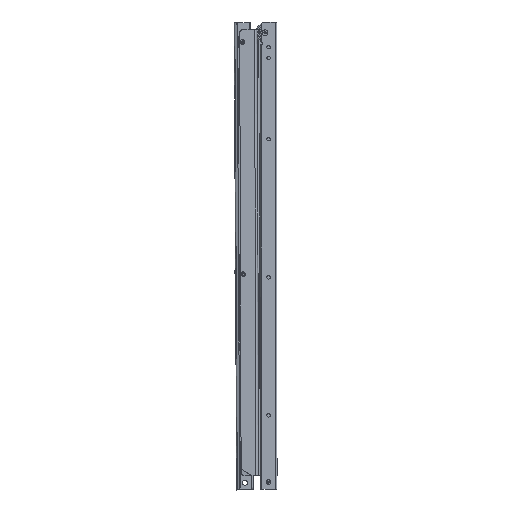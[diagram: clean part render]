
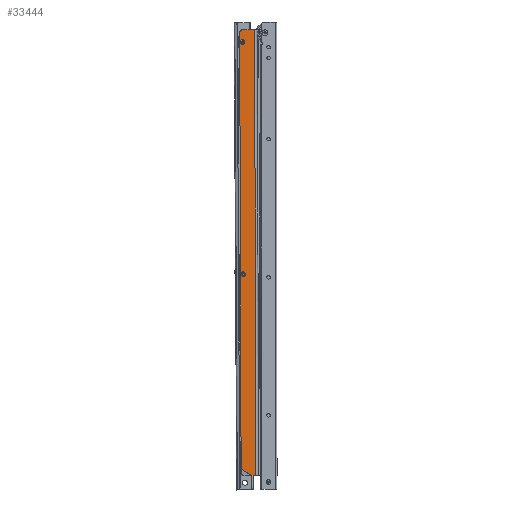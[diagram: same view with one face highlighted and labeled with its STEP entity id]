
A CAD part, left-side view. The second image highlights one B-rep face of the part: STEP entity #33444.
In plain terms, the highlighted planar face has unit normal (-1, 0, 0).
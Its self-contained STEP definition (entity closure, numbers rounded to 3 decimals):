
#138 = ORIENTED_EDGE ( 'NONE', *, *, #12183, .T. ) ;
#270 = VERTEX_POINT ( 'NONE', #16729 ) ;
#664 = CIRCLE ( 'NONE', #20701, 3.2 ) ;
#850 = EDGE_CURVE ( 'NONE', #270, #49410, #47225, .T. ) ;
#1829 = ORIENTED_EDGE ( 'NONE', *, *, #850, .T. ) ;
#2399 = DIRECTION ( 'NONE',  ( 1., 0., 0. ) ) ;
#3967 = CARTESIAN_POINT ( 'NONE',  ( -7.5, 17.9, 0. ) ) ;
#4553 = LINE ( 'NONE', #33769, #7665 ) ;
#5145 = DIRECTION ( 'NONE',  ( 0., -1., 0. ) ) ;
#5376 = CARTESIAN_POINT ( 'NONE',  ( -7.5, 18.1, -343.2 ) ) ;
#5473 = EDGE_CURVE ( 'NONE', #51499, #25088, #664, .T. ) ;
#6045 = ORIENTED_EDGE ( 'NONE', *, *, #40294, .T. ) ;
#6560 = CARTESIAN_POINT ( 'NONE',  ( -7.5, 21.9, -620. ) ) ;
#6840 = EDGE_CURVE ( 'NONE', #22324, #20358, #22561, .T. ) ;
#7079 = DIRECTION ( 'NONE',  ( -1., 0., 0. ) ) ;
#7513 = EDGE_CURVE ( 'NONE', #41648, #20358, #4553, .T. ) ;
#7665 = VECTOR ( 'NONE', #11651, 1000. ) ;
#9004 = CARTESIAN_POINT ( 'NONE',  ( -7.5, 18.1, -17. ) ) ;
#9131 = ORIENTED_EDGE ( 'NONE', *, *, #40505, .F. ) ;
#9492 = VECTOR ( 'NONE', #40022, 1000. ) ;
#11319 = LINE ( 'NONE', #15163, #11723 ) ;
#11651 = DIRECTION ( 'NONE',  ( 0., -1., 0. ) ) ;
#11723 = VECTOR ( 'NONE', #48469, 1000. ) ;
#12183 = EDGE_CURVE ( 'NONE', #25088, #51499, #28046, .T. ) ;
#13021 = DIRECTION ( 'NONE',  ( -1., 0., 0. ) ) ;
#13179 = CARTESIAN_POINT ( 'NONE',  ( -7.5, 1.225, 0. ) ) ;
#14076 = AXIS2_PLACEMENT_3D ( 'NONE', #43696, #21978, #29923 ) ;
#14476 = FACE_BOUND ( 'NONE', #24467, .T. ) ;
#15010 = CARTESIAN_POINT ( 'NONE',  ( -7.5, 6.783, -620. ) ) ;
#15163 = CARTESIAN_POINT ( 'NONE',  ( -7.5, 21.9, -620. ) ) ;
#16037 = CARTESIAN_POINT ( 'NONE',  ( -7.5, 1.225, -620. ) ) ;
#16729 = CARTESIAN_POINT ( 'NONE',  ( -7.5, 18.1, -20.2 ) ) ;
#17413 = EDGE_CURVE ( 'NONE', #21487, #22324, #36179, .T. ) ;
#18154 = CARTESIAN_POINT ( 'NONE',  ( -7.5, 18.121, -613.454 ) ) ;
#18442 = CARTESIAN_POINT ( 'NONE',  ( -7.5, 1.225, -620. ) ) ;
#20358 = VERTEX_POINT ( 'NONE', #13179 ) ;
#20665 = EDGE_CURVE ( 'NONE', #49410, #270, #32917, .T. ) ;
#20701 = AXIS2_PLACEMENT_3D ( 'NONE', #35694, #2399, #27255 ) ;
#21093 = AXIS2_PLACEMENT_3D ( 'NONE', #37655, #51008, #5145 ) ;
#21238 = CARTESIAN_POINT ( 'NONE',  ( -7.5, 21.9, -611.272 ) ) ;
#21487 = VERTEX_POINT ( 'NONE', #15010 ) ;
#21511 = CARTESIAN_POINT ( 'NONE',  ( -7.5, 21.9, -4. ) ) ;
#21870 = DIRECTION ( 'NONE',  ( 0., -1., 0. ) ) ;
#21978 = DIRECTION ( 'NONE',  ( 1., 0., 0. ) ) ;
#22324 = VERTEX_POINT ( 'NONE', #16037 ) ;
#22561 = LINE ( 'NONE', #18442, #9492 ) ;
#23087 = DIRECTION ( 'NONE',  ( 0., -1., 0. ) ) ;
#23221 = DIRECTION ( 'NONE',  ( 0., -1., 0. ) ) ;
#23596 = CARTESIAN_POINT ( 'NONE',  ( -7.5, 18.1, -336.8 ) ) ;
#23678 = VERTEX_POINT ( 'NONE', #21238 ) ;
#24205 = AXIS2_PLACEMENT_3D ( 'NONE', #9004, #25436, #21870 ) ;
#24384 = ORIENTED_EDGE ( 'NONE', *, *, #17413, .T. ) ;
#24467 = EDGE_LOOP ( 'NONE', ( #138, #26431 ) ) ;
#24649 = VECTOR ( 'NONE', #23087, 1000. ) ;
#24765 = AXIS2_PLACEMENT_3D ( 'NONE', #33784, #13021, #29988 ) ;
#24818 = AXIS2_PLACEMENT_3D ( 'NONE', #6560, #7079, #23221 ) ;
#25088 = VERTEX_POINT ( 'NONE', #23596 ) ;
#25221 = ORIENTED_EDGE ( 'NONE', *, *, #6840, .T. ) ;
#25406 = ORIENTED_EDGE ( 'NONE', *, *, #7513, .F. ) ;
#25436 = DIRECTION ( 'NONE',  ( 1., 0., 0. ) ) ;
#26431 = ORIENTED_EDGE ( 'NONE', *, *, #5473, .T. ) ;
#27255 = DIRECTION ( 'NONE',  ( 0., -1., 0. ) ) ;
#27398 = CIRCLE ( 'NONE', #24765, 4. ) ;
#27669 = VERTEX_POINT ( 'NONE', #21511 ) ;
#28046 = CIRCLE ( 'NONE', #14076, 3.2 ) ;
#28757 = EDGE_CURVE ( 'NONE', #21487, #23678, #47887, .T. ) ;
#29923 = DIRECTION ( 'NONE',  ( 0., -1., 0. ) ) ;
#29988 = DIRECTION ( 'NONE',  ( 0., -1., 0. ) ) ;
#31162 = FACE_BOUND ( 'NONE', #50301, .T. ) ;
#32503 = ORIENTED_EDGE ( 'NONE', *, *, #28757, .F. ) ;
#32917 = CIRCLE ( 'NONE', #24205, 3.2 ) ;
#33444 = ADVANCED_FACE ( 'NONE', ( #14476, #31162, #44450 ), #43938, .T. ) ;
#33769 = CARTESIAN_POINT ( 'NONE',  ( -7.5, 21.9, 0. ) ) ;
#33784 = CARTESIAN_POINT ( 'NONE',  ( -7.5, 17.9, -4. ) ) ;
#35343 = DIRECTION ( 'NONE',  ( 0., 0.866, 0.5 ) ) ;
#35694 = CARTESIAN_POINT ( 'NONE',  ( -7.5, 18.1, -340. ) ) ;
#36179 = LINE ( 'NONE', #48165, #24649 ) ;
#37655 = CARTESIAN_POINT ( 'NONE',  ( -7.5, 18.1, -17. ) ) ;
#40022 = DIRECTION ( 'NONE',  ( 0., 0., 1. ) ) ;
#40294 = EDGE_CURVE ( 'NONE', #41648, #27669, #27398, .T. ) ;
#40505 = EDGE_CURVE ( 'NONE', #23678, #27669, #11319, .T. ) ;
#41648 = VERTEX_POINT ( 'NONE', #3967 ) ;
#43024 = CARTESIAN_POINT ( 'NONE',  ( -7.5, 18.1, -13.8 ) ) ;
#43696 = CARTESIAN_POINT ( 'NONE',  ( -7.5, 18.1, -340. ) ) ;
#43938 = PLANE ( 'NONE',  #24818 ) ;
#44450 = FACE_OUTER_BOUND ( 'NONE', #50225, .T. ) ;
#47225 = CIRCLE ( 'NONE', #21093, 3.2 ) ;
#47887 = LINE ( 'NONE', #18154, #50203 ) ;
#48165 = CARTESIAN_POINT ( 'NONE',  ( -7.5, 21.9, -620. ) ) ;
#48469 = DIRECTION ( 'NONE',  ( 0., 0., 1. ) ) ;
#49410 = VERTEX_POINT ( 'NONE', #43024 ) ;
#50203 = VECTOR ( 'NONE', #35343, 1000. ) ;
#50225 = EDGE_LOOP ( 'NONE', ( #32503, #24384, #25221, #25406, #6045, #9131 ) ) ;
#50301 = EDGE_LOOP ( 'NONE', ( #50845, #1829 ) ) ;
#50845 = ORIENTED_EDGE ( 'NONE', *, *, #20665, .T. ) ;
#51008 = DIRECTION ( 'NONE',  ( 1., 0., 0. ) ) ;
#51499 = VERTEX_POINT ( 'NONE', #5376 ) ;
